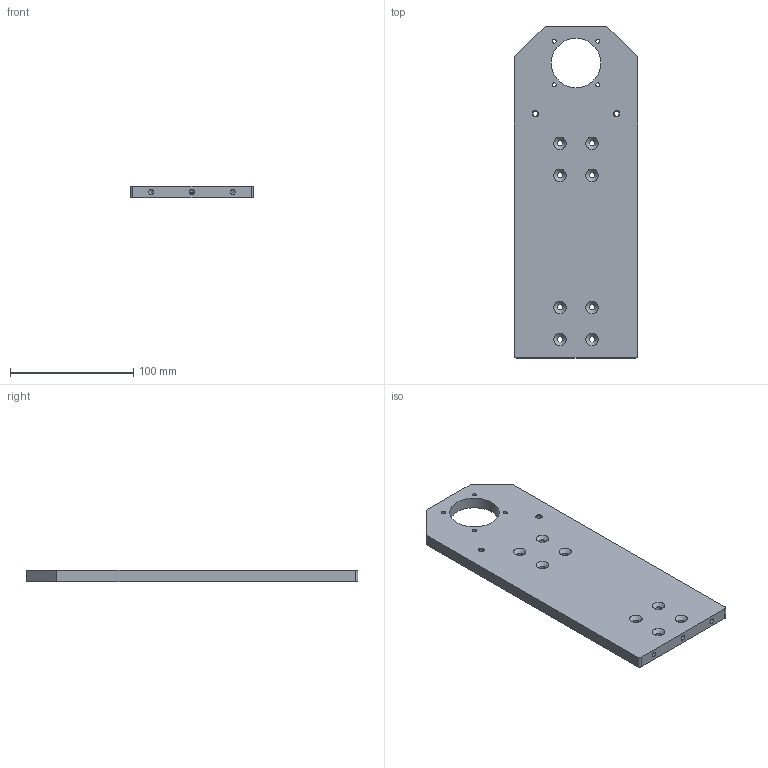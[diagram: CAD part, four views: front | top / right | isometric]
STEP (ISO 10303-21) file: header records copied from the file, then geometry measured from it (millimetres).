
FILE_DESCRIPTION(/* description */ ('Guia Cilindro (xy) Mesa (y) — Ajst Evap','CAx-IF Rec.Pracs.---Representation and Presentation of Product Manufacturing Information (PMI)---4.0---2014-10-13'),/* implementation_level */ '2;1');
FILE_NAME(/* name */ '',/* time_stamp */ '2025-10-01T09:14:59-04:00',/* author */ ('wandr'),/* organization */ ('ELGIN'),/* preprocessor_version */ 'ST-DEVELOPER v20.1',/* originating_system */ 'Autodesk Inventor 2026',/* authorisation */ '');
FILE_SCHEMA (('AP242_MANAGED_MODEL_BASED_3D_ENGINEERING_MIM_LF { 1 0 10303 442 2 1 4 }'));
Length unit declared in the file: millimetre
Products named in the file (1): MD09-00-005
Bounding box: 100 x 269 x 9.5 mm (x, y, z)
Volume: 222339 mm3; surface area: 60487.9 mm2
Topology: 1 solids, 1 shells, 67 faces, 181 edges, 117 vertices
Faces by surface type: cylinder 36, plane 18, cone 13
Full cylindrical faces by diameter (mm): 3.242 x4, 4.134 x5, 4.5 x8, 40.2 x1
Entity records: 2582 total; most frequent: CARTESIAN_POINT 453, DIRECTION 450, ORIENTED_EDGE 356, AXIS2_PLACEMENT_3D 179, EDGE_CURVE 178, VERTEX_POINT 117, EDGE_LOOP 103, CIRCLE 95
